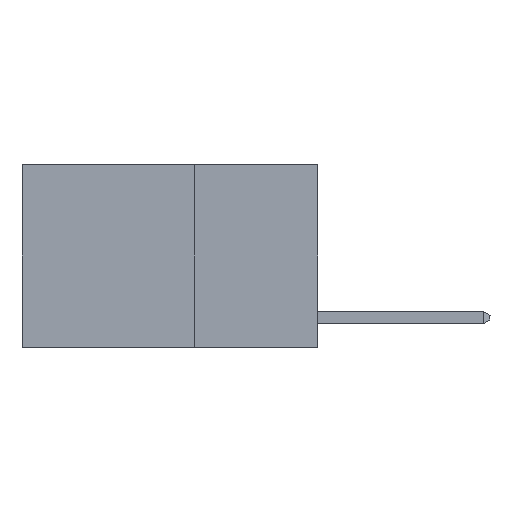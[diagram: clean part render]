
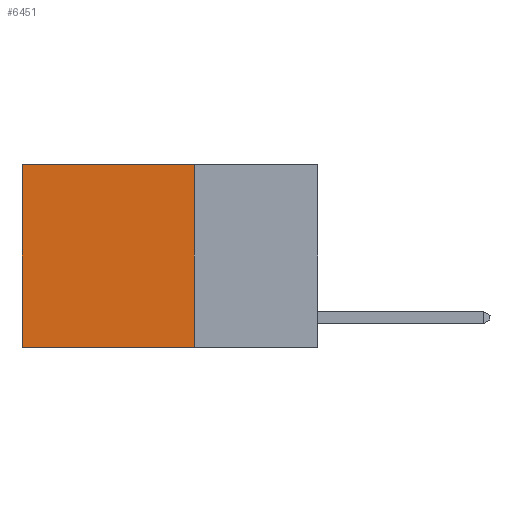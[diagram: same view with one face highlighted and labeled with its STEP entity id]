
A CAD part, left-side view. The second image highlights one B-rep face of the part: STEP entity #6451.
In plain terms, the highlighted planar face has unit normal (-1, 0, 0).
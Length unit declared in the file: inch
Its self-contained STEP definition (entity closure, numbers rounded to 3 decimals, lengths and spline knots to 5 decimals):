
#294 = ORIENTED_EDGE ( 'NONE', *, *, #1324, .T. ) ;
#308 = CARTESIAN_POINT ( 'NONE',  ( 0.2625, 0.25, 0. ) ) ;
#695 = VECTOR ( 'NONE', #7435, 39.37008 ) ;
#1324 = EDGE_CURVE ( 'NONE', #8235, #5011, #2948, .T. ) ;
#1813 = DIRECTION ( 'NONE',  ( 0., 0., -1. ) ) ;
#2148 = LINE ( 'NONE', #5080, #2838 ) ;
#2310 = LINE ( 'NONE', #7333, #4887 ) ;
#2327 = ORIENTED_EDGE ( 'NONE', *, *, #5103, .F. ) ;
#2459 = EDGE_CURVE ( 'NONE', #7936, #5011, #2148, .T. ) ;
#2707 = VECTOR ( 'NONE', #8892, 39.37008 ) ;
#2838 = VECTOR ( 'NONE', #8036, 39.37008 ) ;
#2869 = LINE ( 'NONE', #308, #695 ) ;
#2948 = LINE ( 'NONE', #5877, #2707 ) ;
#3420 = ORIENTED_EDGE ( 'NONE', *, *, #2459, .F. ) ;
#3449 = EDGE_CURVE ( 'NONE', #4316, #8235, #2310, .T. ) ;
#3705 = CARTESIAN_POINT ( 'NONE',  ( 0.2625, 0.25, -0.37 ) ) ;
#3890 = DIRECTION ( 'NONE',  ( 1., 0., 0. ) ) ;
#3908 = CARTESIAN_POINT ( 'NONE',  ( 0.2625, 0.25, 0. ) ) ;
#4316 = VERTEX_POINT ( 'NONE', #3908 ) ;
#4448 = EDGE_LOOP ( 'NONE', ( #294, #3420, #2327, #7087 ) ) ;
#4887 = VECTOR ( 'NONE', #6556, 39.37008 ) ;
#5011 = VERTEX_POINT ( 'NONE', #9404 ) ;
#5080 = CARTESIAN_POINT ( 'NONE',  ( 0.2625, 0.25, -0.37 ) ) ;
#5103 = EDGE_CURVE ( 'NONE', #4316, #7936, #2869, .T. ) ;
#5213 = AXIS2_PLACEMENT_3D ( 'NONE', #8437, #3890, #1813 ) ;
#5877 = CARTESIAN_POINT ( 'NONE',  ( 0.2625, 0.6, 0. ) ) ;
#5952 = CARTESIAN_POINT ( 'NONE',  ( 0.2625, 0.6, 0. ) ) ;
#6451 = ADVANCED_FACE ( 'NONE', ( #7656 ), #8297, .F. ) ;
#6556 = DIRECTION ( 'NONE',  ( 0., 1., 0. ) ) ;
#7087 = ORIENTED_EDGE ( 'NONE', *, *, #3449, .T. ) ;
#7333 = CARTESIAN_POINT ( 'NONE',  ( 0.2625, 0.25, 0. ) ) ;
#7435 = DIRECTION ( 'NONE',  ( 0., 0., -1. ) ) ;
#7656 = FACE_OUTER_BOUND ( 'NONE', #4448, .T. ) ;
#7936 = VERTEX_POINT ( 'NONE', #3705 ) ;
#8036 = DIRECTION ( 'NONE',  ( 0., 1., 0. ) ) ;
#8235 = VERTEX_POINT ( 'NONE', #5952 ) ;
#8297 = PLANE ( 'NONE',  #5213 ) ;
#8437 = CARTESIAN_POINT ( 'NONE',  ( 0.2625, 0.25, 0. ) ) ;
#8892 = DIRECTION ( 'NONE',  ( 0., 0., -1. ) ) ;
#9404 = CARTESIAN_POINT ( 'NONE',  ( 0.2625, 0.6, -0.37 ) ) ;
